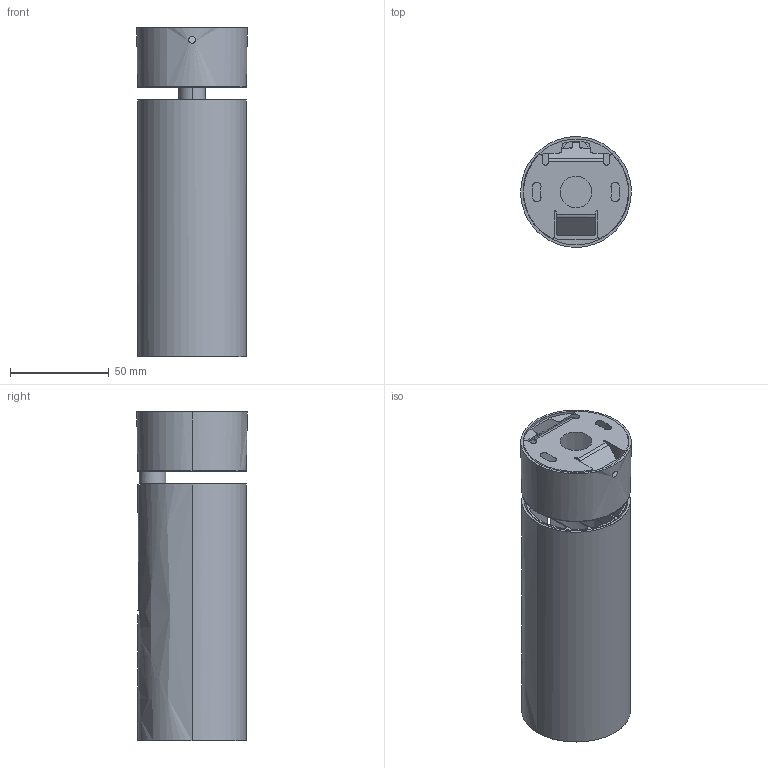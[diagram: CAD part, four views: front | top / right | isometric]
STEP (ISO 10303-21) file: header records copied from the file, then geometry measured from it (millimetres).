
FILE_DESCRIPTION(/* description */ (''),/* implementation_level */ '2;1');
FILE_NAME(/* name */ 'Vector Surface Mounted 55',/* time_stamp */ '2022-03-22T13:59:17+01:00',/* author */ (''),/* organization */ (''),/* preprocessor_version */ 'ST-DEVELOPER v15',/* originating_system */ '',/* authorisation */ '');
FILE_SCHEMA (('AUTOMOTIVE_DESIGN'));
Length unit declared in the file: millimetre
Products named in the file (1): Document
Bounding box: 55.99 x 55.92 x 166.9 mm (x, y, z)
Surface area: 40072.1 mm2 (no closed solid volume)
Topology: 0 solids, 29 shells, 40 faces, 491 edges, 469 vertices
Faces by surface type: bspline 25, plane 15
Entity records: 7199 total; most frequent: CARTESIAN_POINT 4904, ORIENTED_EDGE 513, EDGE_CURVE 491, VERTEX_POINT 469, B_SPLINE_CURVE_WITH_KNOTS 261, EDGE_LOOP 67, ADVANCED_FACE 40, FACE_OUTER_BOUND 40
